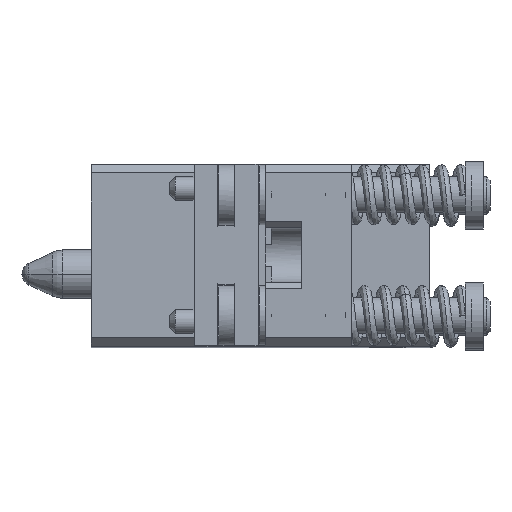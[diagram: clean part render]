
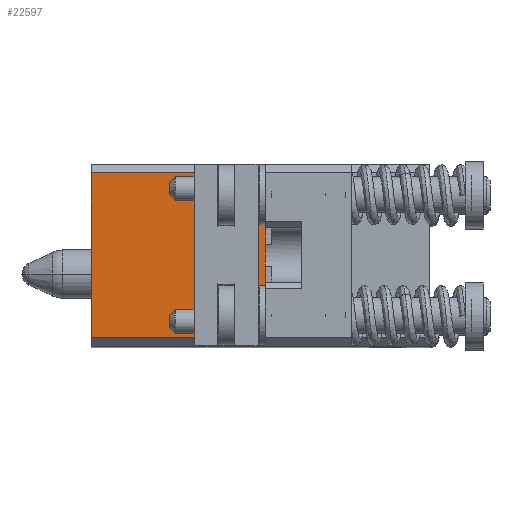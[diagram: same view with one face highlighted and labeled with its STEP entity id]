
A CAD part, top view. The second image highlights one B-rep face of the part: STEP entity #22597.
In plain terms, the highlighted planar face has unit normal (0, 0, 1).
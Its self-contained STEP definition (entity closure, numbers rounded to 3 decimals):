
#65=DIRECTION('',(0.,-1.,0.));
#66=VECTOR('',#65,13.63);
#67=CARTESIAN_POINT('',(-14.014,6.815,37.489));
#68=LINE('',#67,#66);
#805=DIRECTION('',(-1.,0.,0.));
#806=VECTOR('',#805,14.4);
#807=CARTESIAN_POINT('',(0.386,-6.815,37.489));
#808=LINE('',#807,#806);
#809=DIRECTION('',(-1.,0.,0.));
#810=VECTOR('',#809,14.4);
#811=CARTESIAN_POINT('',(0.386,6.815,37.489));
#812=LINE('',#811,#810);
#813=DIRECTION('',(0.,-1.,0.));
#814=VECTOR('',#813,13.63);
#815=CARTESIAN_POINT('',(0.386,6.815,37.489));
#816=LINE('',#815,#814);
#20742=CARTESIAN_POINT('',(-14.014,-6.815,37.489));
#20744=VERTEX_POINT('',#20742);
#20745=CARTESIAN_POINT('',(0.386,-6.815,37.489));
#20746=VERTEX_POINT('',#20745);
#20765=CARTESIAN_POINT('',(-14.014,6.815,37.489));
#20767=VERTEX_POINT('',#20765);
#20771=CARTESIAN_POINT('',(0.386,6.815,37.489));
#20772=VERTEX_POINT('',#20771);
#22584=CARTESIAN_POINT('',(-13.99,7.505,37.489));
#22585=DIRECTION('',(0.,0.,1.));
#22586=DIRECTION('',(0.,-1.,0.));
#22587=AXIS2_PLACEMENT_3D('',#22584,#22585,#22586);
#22588=PLANE('',#22587);
#22589=ORIENTED_EDGE('',*,*,#22575,.T.);
#22590=ORIENTED_EDGE('',*,*,#22186,.F.);
#22592=ORIENTED_EDGE('',*,*,#22591,.F.);
#22594=ORIENTED_EDGE('',*,*,#22593,.T.);
#22595=EDGE_LOOP('',(#22589,#22590,#22592,#22594));
#22596=FACE_OUTER_BOUND('',#22595,.F.);
#22597=ADVANCED_FACE('',(#22596),#22588,.T.);
#22186=EDGE_CURVE('',#20767,#20744,#68,.T.);
#22575=EDGE_CURVE('',#20746,#20744,#808,.T.);
#22591=EDGE_CURVE('',#20772,#20767,#812,.T.);
#22593=EDGE_CURVE('',#20772,#20746,#816,.T.);
